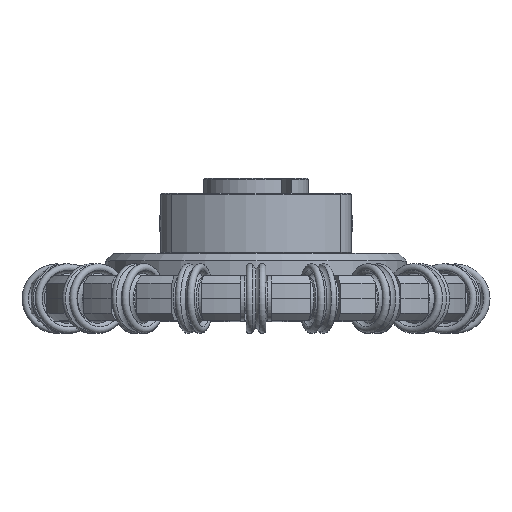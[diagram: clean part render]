
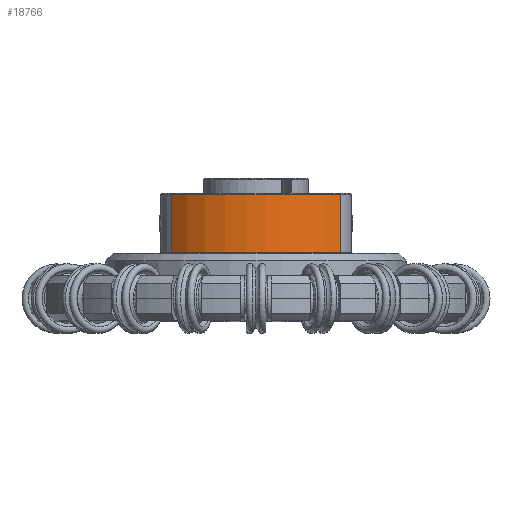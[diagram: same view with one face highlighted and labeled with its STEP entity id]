
A CAD part, top view. The second image highlights one B-rep face of the part: STEP entity #18766.
In plain terms, the highlighted cylindrical face has radius 16 mm (diameter 32 mm), a partial arc.
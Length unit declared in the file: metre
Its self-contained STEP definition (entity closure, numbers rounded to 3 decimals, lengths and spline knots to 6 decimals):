
#1780=CYLINDRICAL_SURFACE('',#20145,0.016);
#3139=LINE('',#32592,#4487);
#3140=LINE('',#32593,#4488);
#4487=VECTOR('',#23925,1.);
#4488=VECTOR('',#23926,1.);
#8307=ORIENTED_EDGE('',*,*,#12240,.T.);
#8308=ORIENTED_EDGE('',*,*,#12218,.T.);
#8309=ORIENTED_EDGE('',*,*,#12241,.T.);
#8310=ORIENTED_EDGE('',*,*,#12162,.T.);
#12162=EDGE_CURVE('',#14512,#14511,#15755,.T.);
#12218=EDGE_CURVE('',#14556,#14554,#15773,.T.);
#12240=EDGE_CURVE('',#14511,#14556,#3139,.T.);
#12241=EDGE_CURVE('',#14554,#14512,#3140,.T.);
#14511=VERTEX_POINT('',#32430);
#14512=VERTEX_POINT('',#32432);
#14554=VERTEX_POINT('',#32543);
#14556=VERTEX_POINT('',#32549);
#15755=CIRCLE('',#20096,0.016);
#15773=CIRCLE('',#20131,0.016);
#16667=EDGE_LOOP('',(#8307,#8308,#8309,#8310));
#17551=FACE_BOUND('',#16667,.T.);
#18766=ADVANCED_FACE('',(#17551),#1780,.T.);
#20096=AXIS2_PLACEMENT_3D('',#32431,#23773,#23774);
#20131=AXIS2_PLACEMENT_3D('',#32548,#23881,#23882);
#20145=AXIS2_PLACEMENT_3D('',#32591,#23923,#23924);
#23773=DIRECTION('',(0.,0.,-1.));
#23774=DIRECTION('',(1.,0.,0.));
#23881=DIRECTION('',(0.,0.,1.));
#23882=DIRECTION('',(1.,0.,0.));
#23923=DIRECTION('',(0.,0.,-1.));
#23924=DIRECTION('',(-1.,0.,0.));
#23925=DIRECTION('',(0.,0.,-1.));
#23926=DIRECTION('',(0.,0.,1.));
#32430=CARTESIAN_POINT('',(0.011314,0.011314,0.003875));
#32431=CARTESIAN_POINT('',(0.,0.,0.003875));
#32432=CARTESIAN_POINT('',(-0.011314,0.011314,0.003875));
#32543=CARTESIAN_POINT('',(-0.011314,0.011314,-0.003875));
#32548=CARTESIAN_POINT('',(0.,0.,-0.003875));
#32549=CARTESIAN_POINT('',(0.011314,0.011314,-0.003875));
#32591=CARTESIAN_POINT('',(0.,0.,0.004));
#32592=CARTESIAN_POINT('',(0.011314,0.011314,0.004));
#32593=CARTESIAN_POINT('',(-0.011314,0.011314,0.004));
